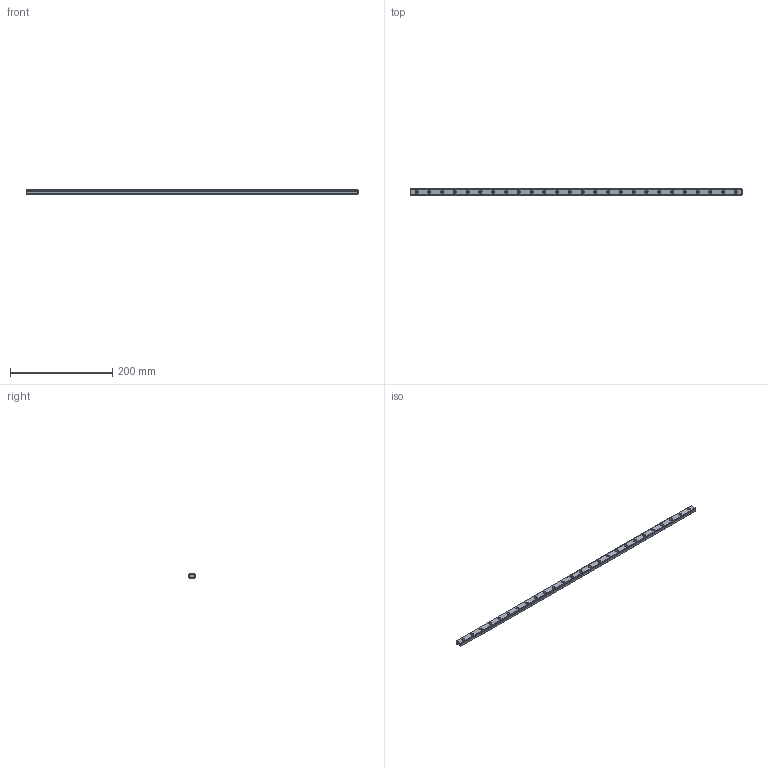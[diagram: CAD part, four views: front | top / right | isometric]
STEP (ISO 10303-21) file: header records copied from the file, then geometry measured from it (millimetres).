
FILE_DESCRIPTION (( 'STEP AP214' ), '1' );
FILE_NAME ('Rail 650mm.step', '2019-11-11T12:29:39', ( '' ), ( '' ), 'SwSTEP 2.0', 'SolidWorks 2019', '' );
FILE_SCHEMA (( 'AUTOMOTIVE_DESIGN' ));
Length unit declared in the file: millimetre
Products named in the file (1): Rail 650mm
Bounding box: 650 x 12 x 8 mm (x, y, z)
Volume: 54969.1 mm3; surface area: 31363.7 mm2
Topology: 1 solids, 1 shells, 176 faces, 428 edges, 272 vertices
Faces by surface type: cylinder 124, plane 44, sphere 8
Entity records: 5646 total; most frequent: DIRECTION 1014, CARTESIAN_POINT 893, ORIENTED_EDGE 840, AXIS2_PLACEMENT_3D 425, EDGE_CURVE 420, VERTEX_POINT 272, EDGE_LOOP 254, CIRCLE 248
